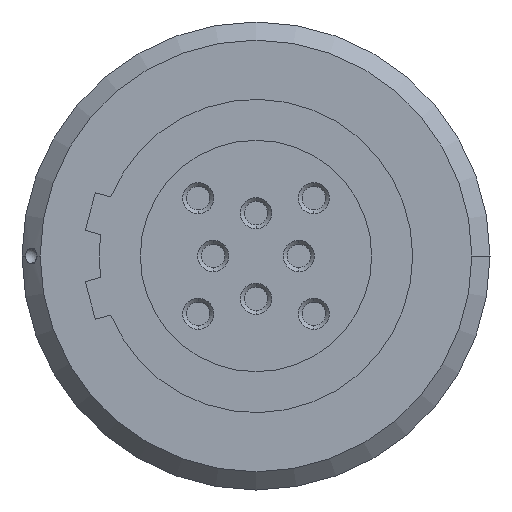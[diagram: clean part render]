
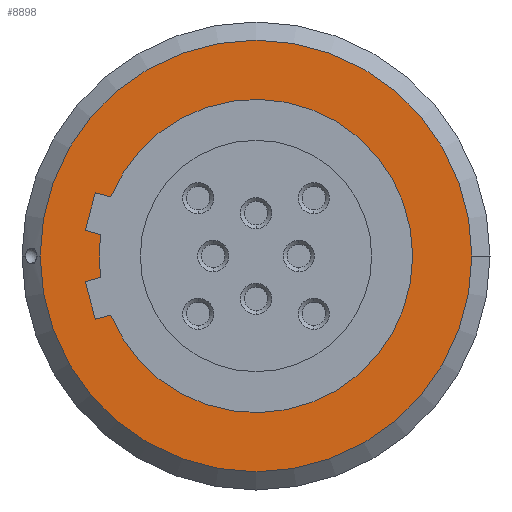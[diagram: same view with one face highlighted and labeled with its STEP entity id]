
A CAD part, left-side view. The second image highlights one B-rep face of the part: STEP entity #8898.
In plain terms, the highlighted planar face has unit normal (-1, 0, 0).
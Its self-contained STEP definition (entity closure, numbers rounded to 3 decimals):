
#1926=CARTESIAN_POINT('',(-13.,0.,0.));
#1927=DIRECTION('',(-1.,0.,0.));
#1928=DIRECTION('',(0.,1.,0.));
#1929=AXIS2_PLACEMENT_3D('',#1926,#1927,#1928);
#1934=CARTESIAN_POINT('',(-13.,0.,0.));
#1935=DIRECTION('',(1.,0.,0.));
#1936=DIRECTION('',(0.,1.,0.));
#1937=AXIS2_PLACEMENT_3D('',#1934,#1935,#1936);
#1942=DIRECTION('',(0.,0.966,0.259));
#1943=VECTOR('',#1942,0.622);
#1944=CARTESIAN_POINT('',(-13.,5.969,0.823));
#1945=LINE('',#1944,#1943);
#1949=DIRECTION('',(0.,-0.966,0.259));
#1950=VECTOR('',#1949,0.622);
#1951=CARTESIAN_POINT('',(-13.,6.569,-0.984));
#1952=LINE('',#1951,#1950);
#1956=DIRECTION('',(0.,0.259,0.966));
#1957=VECTOR('',#1956,1.5);
#1958=CARTESIAN_POINT('',(-13.,6.181,-2.433));
#1959=LINE('',#1958,#1957);
#1963=DIRECTION('',(0.,0.966,-0.259));
#1964=VECTOR('',#1963,0.622);
#1965=CARTESIAN_POINT('',(-13.,5.58,-2.272));
#1966=LINE('',#1965,#1964);
#1970=DIRECTION('',(0.,-0.966,-0.259));
#1971=VECTOR('',#1970,0.622);
#1972=CARTESIAN_POINT('',(-13.,6.181,2.433));
#1973=LINE('',#1972,#1971);
#1977=DIRECTION('',(0.,-0.259,0.966));
#1978=VECTOR('',#1977,1.5);
#1979=CARTESIAN_POINT('',(-13.,6.569,0.984));
#1980=LINE('',#1979,#1978);
#2042=CARTESIAN_POINT('',(-13.,0.,0.));
#2043=DIRECTION('',(1.,0.,0.));
#2044=DIRECTION('',(0.,0.926,0.377));
#2045=AXIS2_PLACEMENT_3D('',#2042,#2043,#2044);
#2087=CARTESIAN_POINT('',(-13.,0.,0.));
#2088=DIRECTION('',(1.,0.,0.));
#2089=DIRECTION('',(0.,0.991,-0.137));
#2090=AXIS2_PLACEMENT_3D('',#2087,#2088,#2089);
#6982=CARTESIAN_POINT('',(-13.,-8.3,0.));
#6983=VERTEX_POINT('',#6982);
#6984=CARTESIAN_POINT('',(-13.,8.3,0.));
#6985=VERTEX_POINT('',#6984);
#7036=CARTESIAN_POINT('',(-13.,6.569,0.984));
#7037=VERTEX_POINT('',#7036);
#7038=CARTESIAN_POINT('',(-13.,6.181,2.433));
#7039=VERTEX_POINT('',#7038);
#7044=CARTESIAN_POINT('',(-13.,5.969,0.823));
#7045=VERTEX_POINT('',#7044);
#7046=CARTESIAN_POINT('',(-13.,5.58,2.272));
#7047=VERTEX_POINT('',#7046);
#7048=CARTESIAN_POINT('',(-13.,5.58,-2.272));
#7049=CARTESIAN_POINT('',(-13.,6.181,-2.433));
#7050=VERTEX_POINT('',#7048);
#7051=VERTEX_POINT('',#7049);
#7052=CARTESIAN_POINT('',(-13.,6.569,-0.984));
#7053=VERTEX_POINT('',#7052);
#7054=CARTESIAN_POINT('',(-13.,5.969,-0.823));
#7055=VERTEX_POINT('',#7054);
#8871=CARTESIAN_POINT('',(-13.,0.,0.));
#8872=DIRECTION('',(1.,0.,0.));
#8873=DIRECTION('',(0.,-1.,0.));
#8874=AXIS2_PLACEMENT_3D('',#8871,#8872,#8873);
#8875=PLANE('',#8874);
#8876=ORIENTED_EDGE('',*,*,#8809,.F.);
#8877=ORIENTED_EDGE('',*,*,#8858,.T.);
#8878=EDGE_LOOP('',(#8876,#8877));
#8879=FACE_OUTER_BOUND('',#8878,.F.);
#8881=ORIENTED_EDGE('',*,*,#8880,.F.);
#8883=ORIENTED_EDGE('',*,*,#8882,.F.);
#8885=ORIENTED_EDGE('',*,*,#8884,.F.);
#8887=ORIENTED_EDGE('',*,*,#8886,.F.);
#8889=ORIENTED_EDGE('',*,*,#8888,.F.);
#8891=ORIENTED_EDGE('',*,*,#8890,.F.);
#8893=ORIENTED_EDGE('',*,*,#8892,.F.);
#8895=ORIENTED_EDGE('',*,*,#8894,.F.);
#8896=EDGE_LOOP('',(#8881,#8883,#8885,#8887,#8889,#8891,#8893,#8895));
#8897=FACE_BOUND('',#8896,.F.);
#1930=CIRCLE('',#1929,8.3);
#1938=CIRCLE('',#1937,8.3);
#2046=CIRCLE('',#2045,6.025);
#2091=CIRCLE('',#2090,6.025);
#8809=EDGE_CURVE('',#6985,#6983,#1930,.T.);
#8858=EDGE_CURVE('',#6985,#6983,#1938,.T.);
#8880=EDGE_CURVE('',#7045,#7037,#1945,.T.);
#8882=EDGE_CURVE('',#7055,#7045,#2091,.T.);
#8884=EDGE_CURVE('',#7053,#7055,#1952,.T.);
#8886=EDGE_CURVE('',#7051,#7053,#1959,.T.);
#8888=EDGE_CURVE('',#7050,#7051,#1966,.T.);
#8890=EDGE_CURVE('',#7047,#7050,#2046,.T.);
#8892=EDGE_CURVE('',#7039,#7047,#1973,.T.);
#8894=EDGE_CURVE('',#7037,#7039,#1980,.T.);
#8898=ADVANCED_FACE('',(#8879,#8897),#8875,.F.);
